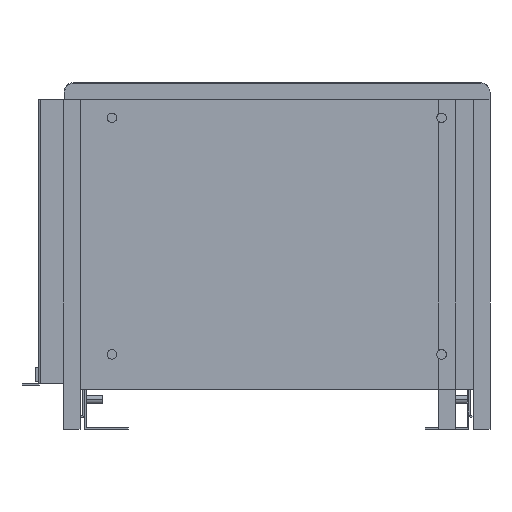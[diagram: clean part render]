
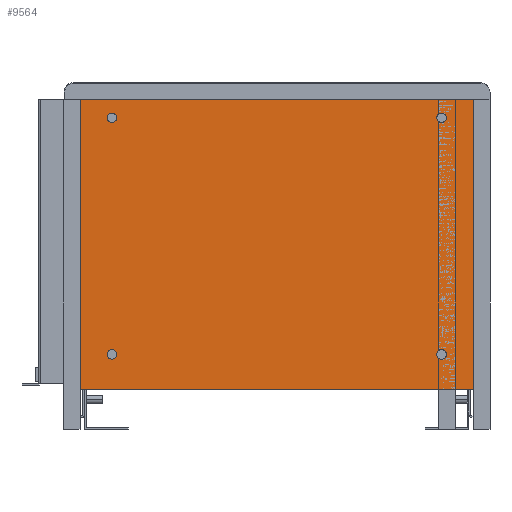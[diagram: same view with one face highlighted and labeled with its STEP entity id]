
A CAD part, front view. The second image highlights one B-rep face of the part: STEP entity #9564.
In plain terms, the highlighted planar face has unit normal (0, -1, 0).
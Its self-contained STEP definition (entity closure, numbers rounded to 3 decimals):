
#34 = VERTEX_POINT ( 'NONE', #8695 ) ;
#608 = LINE ( 'NONE', #5002, #9090 ) ;
#903 = LINE ( 'NONE', #8424, #3875 ) ;
#1100 = ORIENTED_EDGE ( 'NONE', *, *, #5673, .F. ) ;
#1770 = CARTESIAN_POINT ( 'NONE',  ( 0., 0., 0. ) ) ;
#2310 = VERTEX_POINT ( 'NONE', #11949 ) ;
#2499 = EDGE_CURVE ( 'NONE', #5355, #11090, #608, .T. ) ;
#3408 = ORIENTED_EDGE ( 'NONE', *, *, #4448, .F. ) ;
#3585 = VECTOR ( 'NONE', #10392, 1000. ) ;
#3701 = LINE ( 'NONE', #11077, #9761 ) ;
#3875 = VECTOR ( 'NONE', #6274, 1000. ) ;
#4072 = EDGE_CURVE ( 'NONE', #2310, #34, #3701, .T. ) ;
#4448 = EDGE_CURVE ( 'NONE', #11090, #2310, #903, .T. ) ;
#4676 = DIRECTION ( 'NONE',  ( 0., 0., 1. ) ) ;
#5002 = CARTESIAN_POINT ( 'NONE',  ( 216., 0., 159. ) ) ;
#5355 = VERTEX_POINT ( 'NONE', #11716 ) ;
#5673 = EDGE_CURVE ( 'NONE', #34, #5355, #9262, .T. ) ;
#5758 = EDGE_LOOP ( 'NONE', ( #7361, #1100, #8034, #3408 ) ) ;
#6017 = DIRECTION ( 'NONE',  ( 0., 0., -1. ) ) ;
#6274 = DIRECTION ( 'NONE',  ( -1., 0., 0. ) ) ;
#7184 = CARTESIAN_POINT ( 'NONE',  ( -216., 0., 159. ) ) ;
#7361 = ORIENTED_EDGE ( 'NONE', *, *, #2499, .F. ) ;
#8034 = ORIENTED_EDGE ( 'NONE', *, *, #4072, .F. ) ;
#8172 = PLANE ( 'NONE',  #9850 ) ;
#8424 = CARTESIAN_POINT ( 'NONE',  ( -216., 0., -159. ) ) ;
#8695 = CARTESIAN_POINT ( 'NONE',  ( -216., 0., 159. ) ) ;
#9085 = DIRECTION ( 'NONE',  ( 0., 0., -1. ) ) ;
#9090 = VECTOR ( 'NONE', #9085, 1000. ) ;
#9262 = LINE ( 'NONE', #7184, #3585 ) ;
#9564 = ADVANCED_FACE ( 'NONE', ( #10124 ), #8172, .T. ) ;
#9761 = VECTOR ( 'NONE', #4676, 1000. ) ;
#9850 = AXIS2_PLACEMENT_3D ( 'NONE', #1770, #12261, #6017 ) ;
#10124 = FACE_OUTER_BOUND ( 'NONE', #5758, .T. ) ;
#10392 = DIRECTION ( 'NONE',  ( 1., 0., 0. ) ) ;
#11077 = CARTESIAN_POINT ( 'NONE',  ( -216., 0., 159. ) ) ;
#11090 = VERTEX_POINT ( 'NONE', #13471 ) ;
#11716 = CARTESIAN_POINT ( 'NONE',  ( 216., 0., 159. ) ) ;
#11949 = CARTESIAN_POINT ( 'NONE',  ( -216., 0., -159. ) ) ;
#12261 = DIRECTION ( 'NONE',  ( 0., -1., 0. ) ) ;
#13471 = CARTESIAN_POINT ( 'NONE',  ( 216., 0., -159. ) ) ;
